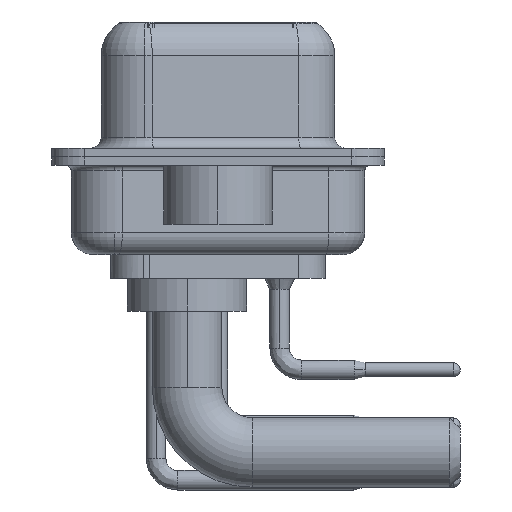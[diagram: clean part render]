
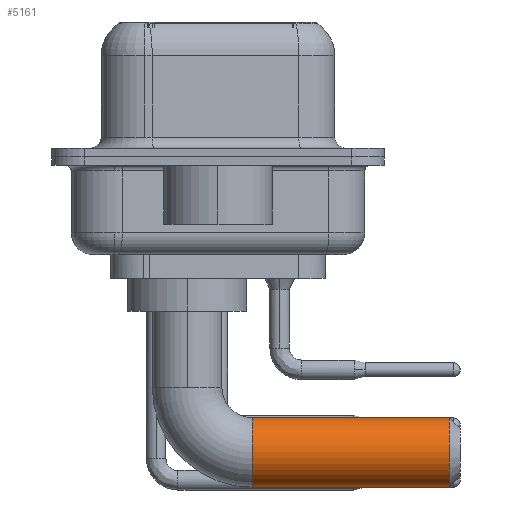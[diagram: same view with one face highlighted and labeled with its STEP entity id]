
A CAD part, left-side view. The second image highlights one B-rep face of the part: STEP entity #5161.
In plain terms, the highlighted cylindrical face has radius 1.6 mm (diameter 3.2 mm), a partial arc.
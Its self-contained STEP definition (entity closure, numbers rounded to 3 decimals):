
#82 = DIRECTION ( 'NONE',  ( 0., 0., -1. ) ) ;
#431 = EDGE_CURVE ( 'NONE', #26416, #17637, #2241, .T. ) ;
#867 = ORIENTED_EDGE ( 'NONE', *, *, #1553, .T. ) ;
#1453 = VERTEX_POINT ( 'NONE', #4573 ) ;
#1553 = EDGE_CURVE ( 'NONE', #26416, #1453, #12904, .T. ) ;
#2241 = LINE ( 'NONE', #18500, #15546 ) ;
#2935 = FACE_OUTER_BOUND ( 'NONE', #24642, .T. ) ;
#3084 = DIRECTION ( 'NONE',  ( 0., -1., 0. ) ) ;
#3255 = ORIENTED_EDGE ( 'NONE', *, *, #431, .F. ) ;
#3679 = DIRECTION ( 'NONE',  ( 0., -1., 0. ) ) ;
#4573 = CARTESIAN_POINT ( 'NONE',  ( 0., -3., -8.1 ) ) ;
#5161 = ADVANCED_FACE ( 'NONE', ( #2935 ), #25774, .T. ) ;
#6560 = EDGE_CURVE ( 'NONE', #1453, #12544, #28286, .T. ) ;
#6772 = CARTESIAN_POINT ( 'NONE',  ( 0., -12.07, -8.1 ) ) ;
#7220 = CARTESIAN_POINT ( 'NONE',  ( 0., -3., -4.9 ) ) ;
#8597 = ORIENTED_EDGE ( 'NONE', *, *, #21949, .T. ) ;
#9898 = CARTESIAN_POINT ( 'NONE',  ( 0., -3., -6.5 ) ) ;
#10257 = VECTOR ( 'NONE', #3679, 1000. ) ;
#12399 = DIRECTION ( 'NONE',  ( 0., 0., -1. ) ) ;
#12544 = VERTEX_POINT ( 'NONE', #6772 ) ;
#12904 = CIRCLE ( 'NONE', #22394, 1.6 ) ;
#14786 = CARTESIAN_POINT ( 'NONE',  ( 0., -3., -8.1 ) ) ;
#15546 = VECTOR ( 'NONE', #24925, 1000. ) ;
#15641 = DIRECTION ( 'NONE',  ( 0., 1., 0. ) ) ;
#16464 = CIRCLE ( 'NONE', #24074, 1.6 ) ;
#17122 = DIRECTION ( 'NONE',  ( -1., 0., 0. ) ) ;
#17637 = VERTEX_POINT ( 'NONE', #21958 ) ;
#18199 = AXIS2_PLACEMENT_3D ( 'NONE', #9898, #3084, #12399 ) ;
#18500 = CARTESIAN_POINT ( 'NONE',  ( 0., -3., -4.9 ) ) ;
#21949 = EDGE_CURVE ( 'NONE', #12544, #17637, #16464, .T. ) ;
#21958 = CARTESIAN_POINT ( 'NONE',  ( 0., -12.07, -4.9 ) ) ;
#22394 = AXIS2_PLACEMENT_3D ( 'NONE', #27977, #27828, #17122 ) ;
#24074 = AXIS2_PLACEMENT_3D ( 'NONE', #28864, #15641, #82 ) ;
#24642 = EDGE_LOOP ( 'NONE', ( #3255, #867, #25116, #8597 ) ) ;
#24925 = DIRECTION ( 'NONE',  ( 0., -1., 0. ) ) ;
#25116 = ORIENTED_EDGE ( 'NONE', *, *, #6560, .T. ) ;
#25774 = CYLINDRICAL_SURFACE ( 'NONE', #18199, 1.6 ) ;
#26416 = VERTEX_POINT ( 'NONE', #7220 ) ;
#27828 = DIRECTION ( 'NONE',  ( 0., -1., 0. ) ) ;
#27977 = CARTESIAN_POINT ( 'NONE',  ( 0., -3., -6.5 ) ) ;
#28286 = LINE ( 'NONE', #14786, #10257 ) ;
#28864 = CARTESIAN_POINT ( 'NONE',  ( 0., -12.07, -6.5 ) ) ;
